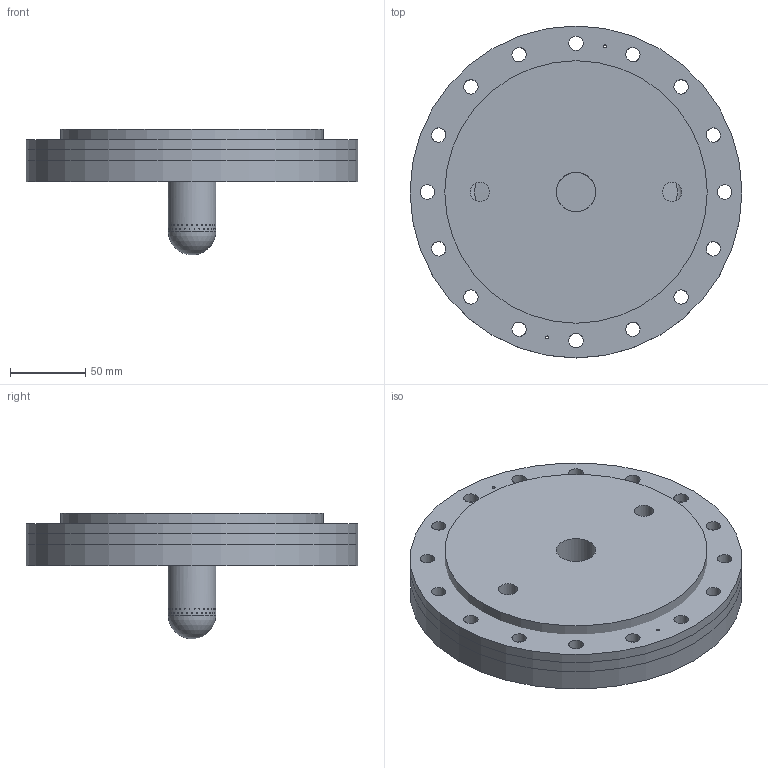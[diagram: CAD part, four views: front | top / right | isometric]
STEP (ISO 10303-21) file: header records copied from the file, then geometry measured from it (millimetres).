
FILE_DESCRIPTION(/* description */ (''),/* implementation_level */ '2;1');
FILE_NAME(/* name */ 'Injector6.0.stp',/* time_stamp */ '2021-09-08T00:03:25-05:00',/* author */ (''),/* organization */ (''),/* preprocessor_version */ 'ST-DEVELOPER v16.7',/* originating_system */ 'SIEMENS PLM Software NX 1934',/* authorisation */ '');
FILE_SCHEMA (('AUTOMOTIVE_DESIGN { 1 0 10303 214 3 1 1 1 }'));
Length unit declared in the file: millimetre
Products named in the file (3): Head Plate; Manifold 3.0; Injector6.0
Assembly tree (4 placements, depth 2):
  Injector6.0
    Manifold 3.0  x2
    Head Plate  x2
Bounding box: 220 x 220 x 83.45 mm (x, y, z)
Volume: 2772163.7 mm3; surface area: 582311.6 mm2
Topology: 4 solids, 4 shells, 258 faces, 742 edges, 498 vertices
Faces by surface type: cylinder 216, plane 18, torus 18, cone 4, sphere 2
Full cylindrical faces by diameter (mm): 0.656 x120, 1.984 x8, 9.525 x64, 12.7 x4, 26.21 x2, 31.75 x2, 32.482 x2, 37.482 x2, 141 x2, 147.578 x2, 154.69 x2, 174 x2, 220 x4
Entity records: 10525 total; most frequent: CARTESIAN_POINT 7426, DIRECTION 480, EDGE_LOOP 452, ORIENTED_EDGE 452, FACE_BOUND 450, AXIS2_PLACEMENT_3D 240, VERTEX_POINT 226, EDGE_CURVE 226
